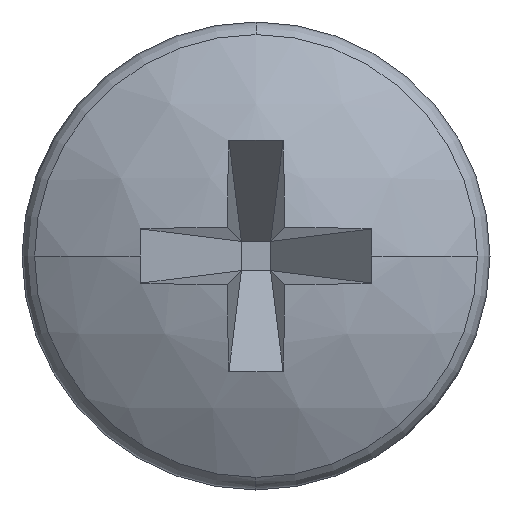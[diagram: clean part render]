
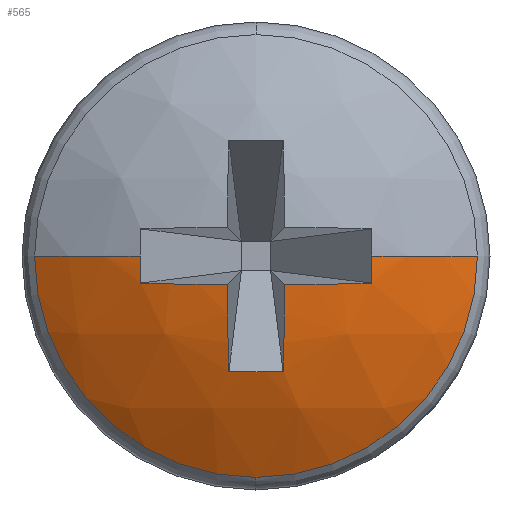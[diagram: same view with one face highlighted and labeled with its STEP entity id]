
A CAD part, left-side view. The second image highlights one B-rep face of the part: STEP entity #565.
In plain terms, the highlighted spherical face has radius 6 mm.
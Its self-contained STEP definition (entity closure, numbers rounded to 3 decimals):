
#3 = CARTESIAN_POINT ( 'NONE',  ( 0.267, 0.405, -1.722 ) ) ;
#18 = CARTESIAN_POINT ( 'NONE',  ( 0.997, 0., 0. ) ) ;
#28 = CIRCLE ( 'NONE', #78, 5.438 ) ;
#32 = CARTESIAN_POINT ( 'NONE',  ( 6., 0., 0. ) ) ;
#39 = EDGE_CURVE ( 'NONE', #461, #584, #960, .T. ) ;
#40 = DIRECTION ( 'NONE',  ( 0., 0., -1. ) ) ;
#45 = CIRCLE ( 'NONE', #365, 5.995 ) ;
#58 = AXIS2_PLACEMENT_3D ( 'NONE', #18, #103, #492 ) ;
#78 = AXIS2_PLACEMENT_3D ( 'NONE', #927, #921, #368 ) ;
#97 = CIRCLE ( 'NONE', #595, 3.312 ) ;
#103 = DIRECTION ( 'NONE',  ( -1., 0., 0. ) ) ;
#106 = CARTESIAN_POINT ( 'NONE',  ( 0.997, 3.312, 0. ) ) ;
#124 = CIRCLE ( 'NONE', #508, 6. ) ;
#142 = CARTESIAN_POINT ( 'NONE',  ( 0.997, -3.312, 0. ) ) ;
#150 = VERTEX_POINT ( 'NONE', #244 ) ;
#197 = DIRECTION ( 'NONE',  ( 0., 0., 1. ) ) ;
#220 = CIRCLE ( 'NONE', #890, 5.995 ) ;
#236 = DIRECTION ( 'NONE',  ( -0.111, -0.994, 0. ) ) ;
#244 = CARTESIAN_POINT ( 'NONE',  ( 0.031, 0.432, -0.432 ) ) ;
#245 = VERTEX_POINT ( 'NONE', #142 ) ;
#250 = DIRECTION ( 'NONE',  ( 0.994, 0., 0.111 ) ) ;
#254 = DIRECTION ( 'NONE',  ( -0.746, 0.666, 0. ) ) ;
#270 = VERTEX_POINT ( 'NONE', #1000 ) ;
#277 = EDGE_LOOP ( 'NONE', ( #380, #702, #947, #344, #824, #718, #805, #935, #496, #450, #519 ) ) ;
#317 = AXIS2_PLACEMENT_3D ( 'NONE', #596, #366, #676 ) ;
#344 = ORIENTED_EDGE ( 'NONE', *, *, #646, .T. ) ;
#347 = FACE_OUTER_BOUND ( 'NONE', #277, .T. ) ;
#365 = AXIS2_PLACEMENT_3D ( 'NONE', #629, #236, #705 ) ;
#366 = DIRECTION ( 'NONE',  ( -0.111, 0.994, 0. ) ) ;
#368 = DIRECTION ( 'NONE',  ( 0.746, 0.666, 0. ) ) ;
#380 = ORIENTED_EDGE ( 'NONE', *, *, #829, .T. ) ;
#381 = EDGE_CURVE ( 'NONE', #584, #528, #220, .T. ) ;
#390 = CARTESIAN_POINT ( 'NONE',  ( 0.997, 0., -3.312 ) ) ;
#394 = CIRCLE ( 'NONE', #992, 5.438 ) ;
#402 = CARTESIAN_POINT ( 'NONE',  ( 5.974, 0., 0.231 ) ) ;
#406 = DIRECTION ( 'NONE',  ( 0.994, 0., 0.111 ) ) ;
#412 = CARTESIAN_POINT ( 'NONE',  ( 0.031, -0.432, -0.432 ) ) ;
#422 = CARTESIAN_POINT ( 'NONE',  ( 0.267, -1.722, -0.405 ) ) ;
#425 = CARTESIAN_POINT ( 'NONE',  ( 6., 0., 0. ) ) ;
#432 = DIRECTION ( 'NONE',  ( 0., 0., -1. ) ) ;
#450 = ORIENTED_EDGE ( 'NONE', *, *, #796, .T. ) ;
#461 = VERTEX_POINT ( 'NONE', #480 ) ;
#478 = CIRCLE ( 'NONE', #716, 5.995 ) ;
#480 = CARTESIAN_POINT ( 'NONE',  ( 0.267, -0.405, -1.722 ) ) ;
#489 = DIRECTION ( 'NONE',  ( -0.111, 0., 0.994 ) ) ;
#492 = DIRECTION ( 'NONE',  ( 0., 0., 1. ) ) ;
#493 = EDGE_CURVE ( 'NONE', #461, #953, #394, .T. ) ;
#495 = SPHERICAL_SURFACE ( 'NONE', #1021, 6. ) ;
#496 = ORIENTED_EDGE ( 'NONE', *, *, #747, .F. ) ;
#508 = AXIS2_PLACEMENT_3D ( 'NONE', #760, #197, #691 ) ;
#519 = ORIENTED_EDGE ( 'NONE', *, *, #610, .F. ) ;
#528 = VERTEX_POINT ( 'NONE', #422 ) ;
#565 = ADVANCED_FACE ( 'NONE', ( #347 ), #495, .T. ) ;
#578 = AXIS2_PLACEMENT_3D ( 'NONE', #425, #432, #673 ) ;
#584 = VERTEX_POINT ( 'NONE', #412 ) ;
#595 = AXIS2_PLACEMENT_3D ( 'NONE', #652, #657, #984 ) ;
#596 = CARTESIAN_POINT ( 'NONE',  ( 5.974, 0.231, 0. ) ) ;
#605 = CARTESIAN_POINT ( 'NONE',  ( 0.255, -1.732, 0. ) ) ;
#610 = EDGE_CURVE ( 'NONE', #855, #270, #124, .T. ) ;
#629 = CARTESIAN_POINT ( 'NONE',  ( 5.974, -0.231, 0. ) ) ;
#637 = VERTEX_POINT ( 'NONE', #1009 ) ;
#646 = EDGE_CURVE ( 'NONE', #670, #528, #28, .T. ) ;
#652 = CARTESIAN_POINT ( 'NONE',  ( 0.997, 0., 0. ) ) ;
#653 = DIRECTION ( 'NONE',  ( 0., 1., 0. ) ) ;
#657 = DIRECTION ( 'NONE',  ( -1., 0., 0. ) ) ;
#670 = VERTEX_POINT ( 'NONE', #605 ) ;
#673 = DIRECTION ( 'NONE',  ( 0., 1., 0. ) ) ;
#676 = DIRECTION ( 'NONE',  ( -0.994, -0.111, 0. ) ) ;
#682 = EDGE_CURVE ( 'NONE', #245, #670, #1008, .T. ) ;
#691 = DIRECTION ( 'NONE',  ( 1., 0., 0. ) ) ;
#702 = ORIENTED_EDGE ( 'NONE', *, *, #761, .T. ) ;
#705 = DIRECTION ( 'NONE',  ( 0.994, -0.111, 0. ) ) ;
#716 = AXIS2_PLACEMENT_3D ( 'NONE', #402, #489, #406 ) ;
#718 = ORIENTED_EDGE ( 'NONE', *, *, #39, .F. ) ;
#727 = CARTESIAN_POINT ( 'NONE',  ( 4.31, -1.891, 0. ) ) ;
#745 = VERTEX_POINT ( 'NONE', #390 ) ;
#747 = EDGE_CURVE ( 'NONE', #637, #150, #478, .T. ) ;
#760 = CARTESIAN_POINT ( 'NONE',  ( 6., 0., 0. ) ) ;
#761 = EDGE_CURVE ( 'NONE', #745, #245, #871, .T. ) ;
#790 = DIRECTION ( 'NONE',  ( -0.111, 0., 0.994 ) ) ;
#796 = EDGE_CURVE ( 'NONE', #637, #270, #1022, .T. ) ;
#804 = CARTESIAN_POINT ( 'NONE',  ( 4.31, 0., 1.891 ) ) ;
#805 = ORIENTED_EDGE ( 'NONE', *, *, #493, .T. ) ;
#808 = DIRECTION ( 'NONE',  ( -0.746, 0., -0.666 ) ) ;
#811 = DIRECTION ( 'NONE',  ( 0.666, 0.746, 0. ) ) ;
#824 = ORIENTED_EDGE ( 'NONE', *, *, #381, .F. ) ;
#829 = EDGE_CURVE ( 'NONE', #855, #745, #97, .T. ) ;
#855 = VERTEX_POINT ( 'NONE', #106 ) ;
#871 = CIRCLE ( 'NONE', #58, 3.312 ) ;
#890 = AXIS2_PLACEMENT_3D ( 'NONE', #973, #790, #250 ) ;
#921 = DIRECTION ( 'NONE',  ( 0.666, -0.746, 0. ) ) ;
#926 = EDGE_CURVE ( 'NONE', #150, #953, #45, .T. ) ;
#927 = CARTESIAN_POINT ( 'NONE',  ( 4.31, 1.891, 0. ) ) ;
#935 = ORIENTED_EDGE ( 'NONE', *, *, #926, .F. ) ;
#947 = ORIENTED_EDGE ( 'NONE', *, *, #682, .T. ) ;
#953 = VERTEX_POINT ( 'NONE', #3 ) ;
#960 = CIRCLE ( 'NONE', #317, 5.995 ) ;
#973 = CARTESIAN_POINT ( 'NONE',  ( 5.974, 0., 0.231 ) ) ;
#981 = DIRECTION ( 'NONE',  ( 0.666, 0., -0.746 ) ) ;
#984 = DIRECTION ( 'NONE',  ( 0., 0., 1. ) ) ;
#992 = AXIS2_PLACEMENT_3D ( 'NONE', #804, #981, #808 ) ;
#993 = AXIS2_PLACEMENT_3D ( 'NONE', #727, #811, #254 ) ;
#1000 = CARTESIAN_POINT ( 'NONE',  ( 0.255, 1.732, 0. ) ) ;
#1008 = CIRCLE ( 'NONE', #578, 6. ) ;
#1009 = CARTESIAN_POINT ( 'NONE',  ( 0.267, 1.722, -0.405 ) ) ;
#1021 = AXIS2_PLACEMENT_3D ( 'NONE', #32, #40, #653 ) ;
#1022 = CIRCLE ( 'NONE', #993, 5.438 ) ;
